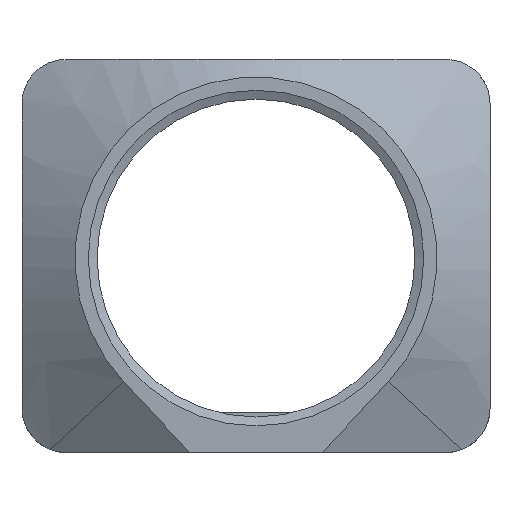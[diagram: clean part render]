
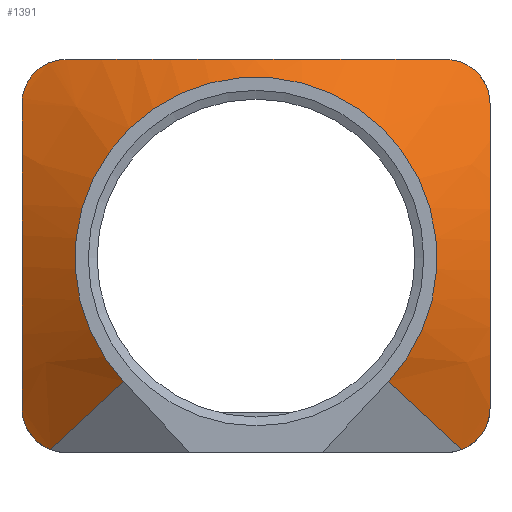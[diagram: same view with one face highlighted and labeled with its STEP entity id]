
A CAD part, top view. The second image highlights one B-rep face of the part: STEP entity #1391.
In plain terms, the highlighted conical face has half-angle 57.381 degrees and reference radius 20.5 mm.
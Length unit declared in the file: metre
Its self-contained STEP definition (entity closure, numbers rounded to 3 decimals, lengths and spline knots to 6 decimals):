
#17=CONICAL_SURFACE('',#1530,0.0205,1.001);
#25=B_SPLINE_CURVE_WITH_KNOTS('',3,(#2163,#2164,#2165,#2166,#2167,#2168,
#2169,#2170,#2171),.UNSPECIFIED.,.F.,.F.,(4,1,1,1,1,1,4),(-0.021801,
-0.01298,-0.00857,-0.00416,0.00025,
0.004661,0.013481),.UNSPECIFIED.);
#26=B_SPLINE_CURVE_WITH_KNOTS('',3,(#2179,#2180,#2181,#2182,#2183,#2184,
#2185,#2186,#2187),.UNSPECIFIED.,.F.,.F.,(4,1,1,1,1,1,4),(0.,0.008784,
0.013175,0.017567,0.021959,0.026351,
0.035134),.UNSPECIFIED.);
#29=B_SPLINE_CURVE_WITH_KNOTS('',3,(#2320,#2321,#2322,#2323,#2324,#2325,
#2326,#2327,#2328,#2329,#2330),.UNSPECIFIED.,.F.,.F.,(4,1,1,1,1,1,1,1,4),
(0.,0.005532,0.011064,0.016596,0.019362,
0.022127,0.027659,0.033191,0.044255),
 .UNSPECIFIED.);
#30=B_SPLINE_CURVE_WITH_KNOTS('',3,(#2342,#2343,#2344,#2345,#2346),
 .UNSPECIFIED.,.F.,.F.,(4,1,4),(0.,0.003061,0.006122),
 .UNSPECIFIED.);
#31=B_SPLINE_CURVE_WITH_KNOTS('',3,(#2352,#2353,#2354,#2355,#2356),
 .UNSPECIFIED.,.F.,.F.,(4,1,4),(0.,0.003061,0.006123),
 .UNSPECIFIED.);
#32=B_SPLINE_CURVE_WITH_KNOTS('',3,(#2358,#2359,#2360,#2361,#2362,#2363,
#2364),.UNSPECIFIED.,.F.,.F.,(4,1,1,1,4),(0.,0.00201,0.00402,
0.00603,0.00804),.UNSPECIFIED.);
#33=B_SPLINE_CURVE_WITH_KNOTS('',3,(#2366,#2367,#2368,#2369,#2370,#2371,
#2372),.UNSPECIFIED.,.F.,.F.,(4,1,1,1,4),(0.,0.002009,0.004019,
0.006028,0.008037),.UNSPECIFIED.);
#96=CIRCLE('',#1484,0.0205);
#396=ORIENTED_EDGE('',*,*,#691,.F.);
#397=ORIENTED_EDGE('',*,*,#638,.F.);
#398=ORIENTED_EDGE('',*,*,#690,.T.);
#399=ORIENTED_EDGE('',*,*,#684,.F.);
#400=ORIENTED_EDGE('',*,*,#611,.F.);
#401=ORIENTED_EDGE('',*,*,#688,.F.);
#402=ORIENTED_EDGE('',*,*,#678,.F.);
#403=ORIENTED_EDGE('',*,*,#689,.F.);
#404=ORIENTED_EDGE('',*,*,#615,.F.);
#405=ORIENTED_EDGE('',*,*,#687,.F.);
#611=EDGE_CURVE('',#800,#801,#25,.T.);
#615=EDGE_CURVE('',#803,#802,#26,.T.);
#638=EDGE_CURVE('',#822,#823,#96,.T.);
#678=EDGE_CURVE('',#837,#838,#29,.T.);
#684=EDGE_CURVE('',#801,#839,#30,.T.);
#687=EDGE_CURVE('',#840,#803,#31,.T.);
#688=EDGE_CURVE('',#838,#800,#32,.T.);
#689=EDGE_CURVE('',#802,#837,#33,.T.);
#690=EDGE_CURVE('',#822,#839,#968,.T.);
#691=EDGE_CURVE('',#823,#840,#969,.T.);
#800=VERTEX_POINT('',#2162);
#801=VERTEX_POINT('',#2172);
#802=VERTEX_POINT('',#2176);
#803=VERTEX_POINT('',#2178);
#822=VERTEX_POINT('',#2234);
#823=VERTEX_POINT('',#2235);
#837=VERTEX_POINT('',#2319);
#838=VERTEX_POINT('',#2331);
#839=VERTEX_POINT('',#2347);
#840=VERTEX_POINT('',#2351);
#968=LINE('',#2374,#1098);
#969=LINE('',#2376,#1099);
#1098=VECTOR('',#1877,1.);
#1099=VECTOR('',#1880,1.);
#1174=EDGE_LOOP('',(#396,#397,#398,#399,#400,#401,#402,#403,#404,#405));
#1266=FACE_BOUND('',#1174,.T.);
#1391=ADVANCED_FACE('',(#1266),#17,.T.);
#1484=AXIS2_PLACEMENT_3D('',#2233,#1757,#1758);
#1530=AXIS2_PLACEMENT_3D('',#2375,#1878,#1879);
#1757=DIRECTION('',(0.,0.,1.));
#1758=DIRECTION('',(1.,0.,0.));
#1877=DIRECTION('',(0.616,-0.574,-0.539));
#1878=DIRECTION('',(0.,0.,-1.));
#1879=DIRECTION('',(-1.,0.,0.));
#1880=DIRECTION('',(-0.616,-0.574,-0.539));
#2162=CARTESIAN_POINT('',(0.0265,0.0175,-0.006204));
#2163=CARTESIAN_POINT('',(0.0265,0.0175,-0.006204));
#2164=CARTESIAN_POINT('',(0.0265,0.014721,-0.005224));
#2165=CARTESIAN_POINT('',(0.0265,0.010506,-0.003978));
#2166=CARTESIAN_POINT('',(0.0265,0.00475,-0.003037));
#2167=CARTESIAN_POINT('',(0.0265,0.000336,-0.002761));
#2168=CARTESIAN_POINT('',(0.0265,-0.004125,-0.002967));
#2169=CARTESIAN_POINT('',(0.0265,-0.009961,-0.003846));
#2170=CARTESIAN_POINT('',(0.0265,-0.014205,-0.005064));
#2171=CARTESIAN_POINT('',(0.0265,-0.017,-0.00603));
#2172=CARTESIAN_POINT('',(0.0265,-0.017,-0.00603));
#2176=CARTESIAN_POINT('',(-0.0265,0.0175,-0.006204));
#2178=CARTESIAN_POINT('',(-0.0265,-0.017,-0.00603));
#2179=CARTESIAN_POINT('',(-0.0265,-0.017,-0.00603));
#2180=CARTESIAN_POINT('',(-0.0265,-0.014203,-0.005063));
#2181=CARTESIAN_POINT('',(-0.0265,-0.009959,-0.003848));
#2182=CARTESIAN_POINT('',(-0.0265,-0.004173,-0.002973));
#2183=CARTESIAN_POINT('',(-0.0265,0.000278,-0.00276));
#2184=CARTESIAN_POINT('',(-0.0265,0.004709,-0.003032));
#2185=CARTESIAN_POINT('',(-0.0265,0.010481,-0.003971));
#2186=CARTESIAN_POINT('',(-0.0265,0.01471,-0.005221));
#2187=CARTESIAN_POINT('',(-0.0265,0.0175,-0.006204));
#2233=CARTESIAN_POINT('',(0.,0.,0.001));
#2234=CARTESIAN_POINT('',(0.015,-0.013973,0.001));
#2235=CARTESIAN_POINT('',(-0.015,-0.013973,0.001));
#2319=CARTESIAN_POINT('',(-0.0215,0.0225,-0.005797));
#2320=CARTESIAN_POINT('',(-0.0215,0.0225,-0.005797));
#2321=CARTESIAN_POINT('',(-0.019794,0.0225,-0.005043));
#2322=CARTESIAN_POINT('',(-0.016358,0.0225,-0.003616));
#2323=CARTESIAN_POINT('',(-0.011108,0.0225,-0.001843));
#2324=CARTESIAN_POINT('',(-0.006609,0.0225,-0.000812));
#2325=CARTESIAN_POINT('',(-0.002915,0.0225,-0.000364));
#2326=CARTESIAN_POINT('',(0.000878,0.0225,-0.000201));
#2327=CARTESIAN_POINT('',(0.005525,0.0225,-0.000575));
#2328=CARTESIAN_POINT('',(0.012777,0.0225,-0.002209));
#2329=CARTESIAN_POINT('',(0.018061,0.0225,-0.004277));
#2330=CARTESIAN_POINT('',(0.0215,0.0225,-0.005797));
#2331=CARTESIAN_POINT('',(0.0215,0.0225,-0.005797));
#2342=CARTESIAN_POINT('',(0.0265,-0.017,-0.00603));
#2343=CARTESIAN_POINT('',(0.0265,-0.017977,-0.006367));
#2344=CARTESIAN_POINT('',(0.025898,-0.020003,-0.00679));
#2345=CARTESIAN_POINT('',(0.0242,-0.021324,-0.006515));
#2346=CARTESIAN_POINT('',(0.023269,-0.021676,-0.006233));
#2347=CARTESIAN_POINT('',(0.023269,-0.021676,-0.006233));
#2351=CARTESIAN_POINT('',(-0.023269,-0.021676,-0.006233));
#2352=CARTESIAN_POINT('',(-0.023269,-0.021676,-0.006233));
#2353=CARTESIAN_POINT('',(-0.0242,-0.021324,-0.006515));
#2354=CARTESIAN_POINT('',(-0.025895,-0.020009,-0.00679));
#2355=CARTESIAN_POINT('',(-0.0265,-0.017977,-0.006367));
#2356=CARTESIAN_POINT('',(-0.0265,-0.017,-0.00603));
#2358=CARTESIAN_POINT('',(0.0215,0.0225,-0.005797));
#2359=CARTESIAN_POINT('',(0.022121,0.0225,-0.006072));
#2360=CARTESIAN_POINT('',(0.023385,0.022269,-0.006536));
#2361=CARTESIAN_POINT('',(0.0251,0.021168,-0.00688));
#2362=CARTESIAN_POINT('',(0.026252,0.019446,-0.006776));
#2363=CARTESIAN_POINT('',(0.0265,0.018141,-0.00643));
#2364=CARTESIAN_POINT('',(0.0265,0.0175,-0.006204));
#2366=CARTESIAN_POINT('',(-0.0265,0.0175,-0.006204));
#2367=CARTESIAN_POINT('',(-0.0265,0.01814,-0.00643));
#2368=CARTESIAN_POINT('',(-0.026253,0.019443,-0.006775));
#2369=CARTESIAN_POINT('',(-0.025106,0.021163,-0.006881));
#2370=CARTESIAN_POINT('',(-0.023388,0.022269,-0.006537));
#2371=CARTESIAN_POINT('',(-0.02212,0.0225,-0.006072));
#2372=CARTESIAN_POINT('',(-0.0215,0.0225,-0.005797));
#2374=CARTESIAN_POINT('',(0.015,-0.013973,0.001));
#2375=CARTESIAN_POINT('',(0.,0.,0.001));
#2376=CARTESIAN_POINT('',(-0.015,-0.013973,0.001));
